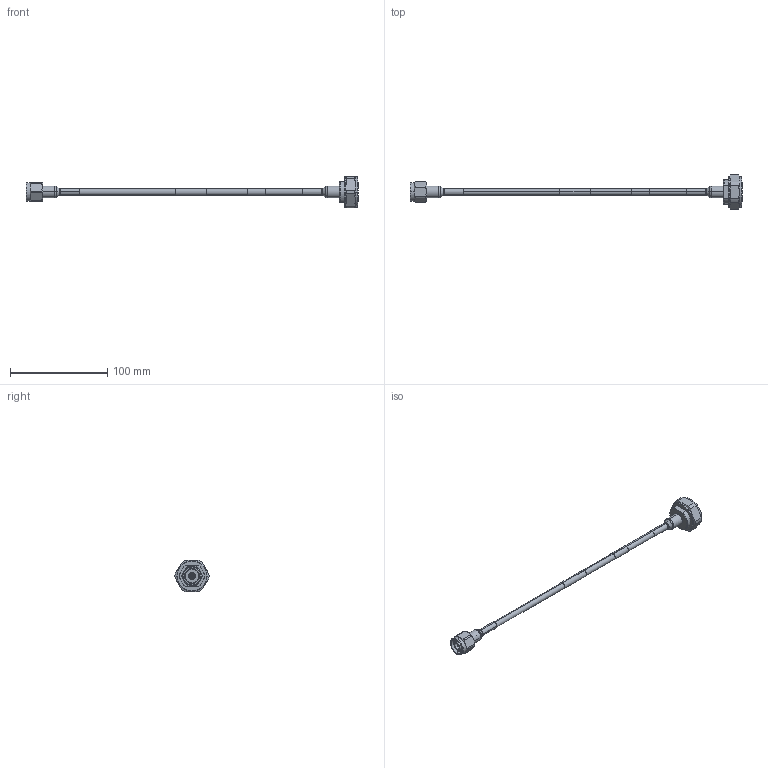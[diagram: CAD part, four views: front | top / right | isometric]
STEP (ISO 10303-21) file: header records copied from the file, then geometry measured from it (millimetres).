
FILE_DESCRIPTION (( 'STEP AP214' ), '1' );
FILE_NAME ('FMC0115925_3D.step', '2024-01-25T19:02:38', ( '' ), ( '' ), 'SwSTEP 2.0', 'SolidWorks 2022', '' );
FILE_SCHEMA (( 'AUTOMOTIVE_DESIGN' ));
Length unit declared in the file: inch
Products named in the file (11): Contact^LOW PIM N MALE_FMC0115925; LOW PIM N MALE^FMC0115925; FMC0115925_3D; Copy of Gasket^LOW PIM N MALE_FMC0115925; Copy of Insulation^LOW PIM N MALE_FMC0115925; Heat Shrink^FMC0115925_1" Long; BODY^LOW PIM N MALE_FMC0115925; CABLE ASSY ID LBL^FMC0115925; CABLE ASSY ID LBL^FMC0115925_pim; LOW PIM 7_16 MALE^FMC0115925; LSZH JACKETED CABLE 0.250 FORMABLE LOW PIM COAX^FMC0115925
Assembly tree (11 placements, depth 3):
  FMC0115925_3D
    LSZH JACKETED CABLE 0.250 FORMABLE LOW PIM COAX^FMC0115925
    CABLE ASSY ID LBL^FMC0115925
    LOW PIM N MALE^FMC0115925
      BODY^LOW PIM N MALE_FMC0115925
      Contact^LOW PIM N MALE_FMC0115925
      Copy of Insulation^LOW PIM N MALE_FMC0115925
      Copy of Gasket^LOW PIM N MALE_FMC0115925
    LOW PIM 7_16 MALE^FMC0115925
    Heat Shrink^FMC0115925_1" Long  x2
    CABLE ASSY ID LBL^FMC0115925_pim
Bounding box: 340.83 x 34.98 x 32.12 mm (x, y, z)
Volume: 24709.8 mm3; surface area: 22623.3 mm2
Topology: 11 solids, 11 shells, 308 faces, 673 edges, 394 vertices
Faces by surface type: cylinder 120, cone 107, plane 48, torus 30, bspline 3
Entity records: 10010 total; most frequent: CARTESIAN_POINT 3158, DIRECTION 1456, ORIENTED_EDGE 1254, EDGE_CURVE 627, AXIS2_PLACEMENT_3D 611, VERTEX_POINT 370, CIRCLE 313, EDGE_LOOP 313
